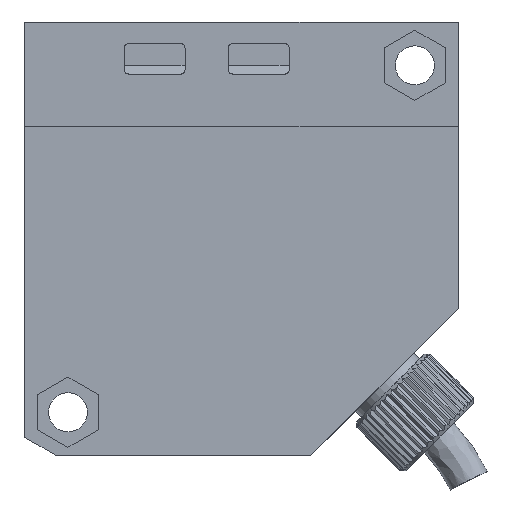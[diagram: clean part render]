
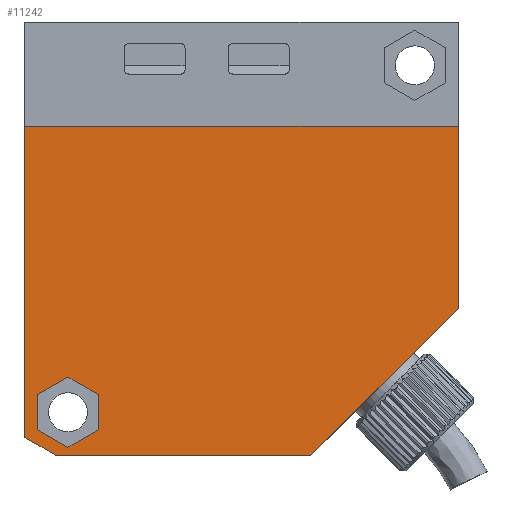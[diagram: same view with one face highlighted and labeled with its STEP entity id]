
A CAD part, left-side view. The second image highlights one B-rep face of the part: STEP entity #11242.
In plain terms, the highlighted planar face has unit normal (-1, 0, 0).
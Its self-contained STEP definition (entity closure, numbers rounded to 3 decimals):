
#94 = LINE ( 'NONE', #14000, #21269 ) ;
#195 = CARTESIAN_POINT ( 'NONE',  ( -9., 50., -35.887 ) ) ;
#533 = EDGE_CURVE ( 'NONE', #13367, #5997, #4342, .T. ) ;
#548 = DIRECTION ( 'NONE',  ( 0., 0.866, -0.5 ) ) ;
#1701 = VECTOR ( 'NONE', #2170, 1000. ) ;
#2109 = CARTESIAN_POINT ( 'NONE',  ( -9., 45., -37.041 ) ) ;
#2125 = FACE_BOUND ( 'NONE', #7722, .T. ) ;
#2170 = DIRECTION ( 'NONE',  ( 0., 0.707, -0.707 ) ) ;
#2250 = CARTESIAN_POINT ( 'NONE',  ( -9., 0., 0. ) ) ;
#2420 = VECTOR ( 'NONE', #548, 1000. ) ;
#2609 = EDGE_CURVE ( 'NONE', #4729, #27375, #18666, .T. ) ;
#2868 = DIRECTION ( 'NONE',  ( 0., 1., 0. ) ) ;
#3296 = VERTEX_POINT ( 'NONE', #21631 ) ;
#3340 = ORIENTED_EDGE ( 'NONE', *, *, #2609, .F. ) ;
#3812 = DIRECTION ( 'NONE',  ( 0., 0., -1. ) ) ;
#4158 = CARTESIAN_POINT ( 'NONE',  ( -9., 41.5, -30.979 ) ) ;
#4342 = LINE ( 'NONE', #5515, #20584 ) ;
#4362 = PLANE ( 'NONE',  #6201 ) ;
#4729 = VERTEX_POINT ( 'NONE', #6967 ) ;
#4880 = VECTOR ( 'NONE', #18073, 1000. ) ;
#5398 = VERTEX_POINT ( 'NONE', #27303 ) ;
#5426 = LINE ( 'NONE', #9177, #10406 ) ;
#5481 = EDGE_CURVE ( 'NONE', #5398, #4729, #6618, .T. ) ;
#5515 = CARTESIAN_POINT ( 'NONE',  ( -9., 52.511, -34.437 ) ) ;
#5530 = CARTESIAN_POINT ( 'NONE',  ( -9., 0., -21. ) ) ;
#5765 = LINE ( 'NONE', #14564, #16411 ) ;
#5997 = VERTEX_POINT ( 'NONE', #9425 ) ;
#6201 = AXIS2_PLACEMENT_3D ( 'NONE', #2250, #17004, #6493 ) ;
#6493 = DIRECTION ( 'NONE',  ( 0., 0., 1. ) ) ;
#6576 = CARTESIAN_POINT ( 'NONE',  ( -9., 45., -37.041 ) ) ;
#6618 = LINE ( 'NONE', #4158, #22849 ) ;
#6807 = ORIENTED_EDGE ( 'NONE', *, *, #533, .T. ) ;
#6967 = CARTESIAN_POINT ( 'NONE',  ( -9., 45., -28.959 ) ) ;
#7452 = EDGE_CURVE ( 'NONE', #27375, #20161, #17716, .T. ) ;
#7663 = DIRECTION ( 'NONE',  ( 0., -0.866, -0.5 ) ) ;
#7722 = EDGE_LOOP ( 'NONE', ( #10860, #11543, #11069, #11048, #18809, #3340 ) ) ;
#7775 = CARTESIAN_POINT ( 'NONE',  ( -9., 0., 0. ) ) ;
#9177 = CARTESIAN_POINT ( 'NONE',  ( -9., 17., -38. ) ) ;
#9407 = DIRECTION ( 'NONE',  ( 0., 0., 1. ) ) ;
#9425 = CARTESIAN_POINT ( 'NONE',  ( -9., 46.34, -38. ) ) ;
#9884 = DIRECTION ( 'NONE',  ( 0., -1., 0. ) ) ;
#10406 = VECTOR ( 'NONE', #2868, 1000. ) ;
#10488 = EDGE_CURVE ( 'NONE', #3296, #5398, #22855, .T. ) ;
#10519 = LINE ( 'NONE', #20088, #4880 ) ;
#10666 = ORIENTED_EDGE ( 'NONE', *, *, #16375, .F. ) ;
#10829 = VERTEX_POINT ( 'NONE', #11822 ) ;
#10860 = ORIENTED_EDGE ( 'NONE', *, *, #5481, .F. ) ;
#11048 = ORIENTED_EDGE ( 'NONE', *, *, #21441, .F. ) ;
#11069 = ORIENTED_EDGE ( 'NONE', *, *, #27043, .F. ) ;
#11242 = ADVANCED_FACE ( 'NONE', ( #23953, #2125 ), #4362, .T. ) ;
#11435 = CARTESIAN_POINT ( 'NONE',  ( -9., 48.5, -30.979 ) ) ;
#11543 = ORIENTED_EDGE ( 'NONE', *, *, #10488, .F. ) ;
#11601 = VECTOR ( 'NONE', #9407, 1000. ) ;
#11822 = CARTESIAN_POINT ( 'NONE',  ( -9., 50., 0. ) ) ;
#12164 = VECTOR ( 'NONE', #9884, 1000. ) ;
#12444 = VERTEX_POINT ( 'NONE', #5530 ) ;
#12688 = DIRECTION ( 'NONE',  ( 0., 0.866, 0.5 ) ) ;
#12966 = LINE ( 'NONE', #18915, #1701 ) ;
#13317 = CARTESIAN_POINT ( 'NONE',  ( -9., 45., -28.959 ) ) ;
#13367 = VERTEX_POINT ( 'NONE', #195 ) ;
#14000 = CARTESIAN_POINT ( 'NONE',  ( -9., 0., 0. ) ) ;
#14549 = EDGE_CURVE ( 'NONE', #12444, #21909, #12966, .T. ) ;
#14564 = CARTESIAN_POINT ( 'NONE',  ( -9., 48.5, -35.021 ) ) ;
#15791 = CARTESIAN_POINT ( 'NONE',  ( -9., 41.5, -35.021 ) ) ;
#15917 = ORIENTED_EDGE ( 'NONE', *, *, #17893, .F. ) ;
#16375 = EDGE_CURVE ( 'NONE', #13367, #10829, #10519, .T. ) ;
#16411 = VECTOR ( 'NONE', #16727, 1000. ) ;
#16484 = EDGE_CURVE ( 'NONE', #10829, #21767, #17812, .T. ) ;
#16727 = DIRECTION ( 'NONE',  ( 0., -0.866, -0.5 ) ) ;
#16937 = DIRECTION ( 'NONE',  ( 0., -0.866, 0.5 ) ) ;
#17004 = DIRECTION ( 'NONE',  ( -1., 0., 0. ) ) ;
#17191 = ORIENTED_EDGE ( 'NONE', *, *, #16484, .F. ) ;
#17716 = LINE ( 'NONE', #26467, #19044 ) ;
#17812 = LINE ( 'NONE', #7775, #12164 ) ;
#17870 = ORIENTED_EDGE ( 'NONE', *, *, #14549, .F. ) ;
#17893 = EDGE_CURVE ( 'NONE', #21909, #5997, #5426, .T. ) ;
#18073 = DIRECTION ( 'NONE',  ( 0., 0., 1. ) ) ;
#18105 = DIRECTION ( 'NONE',  ( 0., 0., -1. ) ) ;
#18538 = EDGE_LOOP ( 'NONE', ( #6807, #15917, #17870, #23539, #17191, #10666 ) ) ;
#18666 = LINE ( 'NONE', #13317, #2420 ) ;
#18809 = ORIENTED_EDGE ( 'NONE', *, *, #7452, .F. ) ;
#18915 = CARTESIAN_POINT ( 'NONE',  ( -9., 0., -21. ) ) ;
#19044 = VECTOR ( 'NONE', #18105, 1000. ) ;
#20088 = CARTESIAN_POINT ( 'NONE',  ( -9., 50., 0. ) ) ;
#20161 = VERTEX_POINT ( 'NONE', #21968 ) ;
#20174 = VECTOR ( 'NONE', #16937, 1000. ) ;
#20584 = VECTOR ( 'NONE', #7663, 1000. ) ;
#21269 = VECTOR ( 'NONE', #3812, 1000. ) ;
#21441 = EDGE_CURVE ( 'NONE', #20161, #21583, #5765, .T. ) ;
#21583 = VERTEX_POINT ( 'NONE', #6576 ) ;
#21631 = CARTESIAN_POINT ( 'NONE',  ( -9., 41.5, -35.021 ) ) ;
#21767 = VERTEX_POINT ( 'NONE', #26170 ) ;
#21909 = VERTEX_POINT ( 'NONE', #24211 ) ;
#21968 = CARTESIAN_POINT ( 'NONE',  ( -9., 48.5, -35.021 ) ) ;
#22849 = VECTOR ( 'NONE', #12688, 1000. ) ;
#22855 = LINE ( 'NONE', #15791, #11601 ) ;
#23539 = ORIENTED_EDGE ( 'NONE', *, *, #24491, .F. ) ;
#23953 = FACE_OUTER_BOUND ( 'NONE', #18538, .T. ) ;
#24211 = CARTESIAN_POINT ( 'NONE',  ( -9., 17., -38. ) ) ;
#24491 = EDGE_CURVE ( 'NONE', #21767, #12444, #94, .T. ) ;
#25137 = LINE ( 'NONE', #2109, #20174 ) ;
#26170 = CARTESIAN_POINT ( 'NONE',  ( -9., 0., 0. ) ) ;
#26467 = CARTESIAN_POINT ( 'NONE',  ( -9., 48.5, -30.979 ) ) ;
#27043 = EDGE_CURVE ( 'NONE', #21583, #3296, #25137, .T. ) ;
#27303 = CARTESIAN_POINT ( 'NONE',  ( -9., 41.5, -30.979 ) ) ;
#27375 = VERTEX_POINT ( 'NONE', #11435 ) ;
